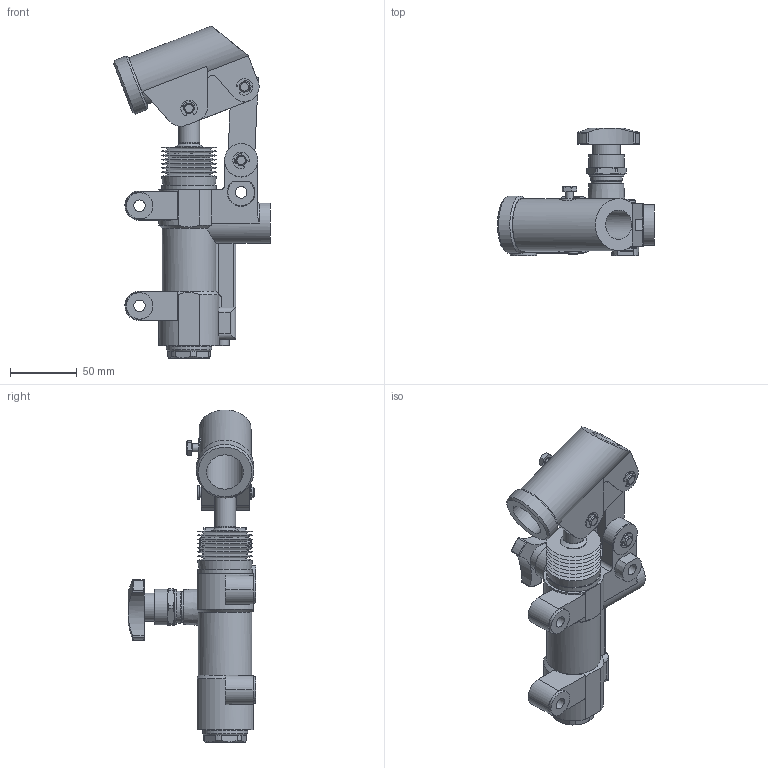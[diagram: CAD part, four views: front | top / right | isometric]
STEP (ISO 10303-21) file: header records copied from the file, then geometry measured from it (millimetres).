
FILE_DESCRIPTION(/* description */ ('Unknown'),/* implementation_level */ '2;1');
FILE_NAME(/* name */ 'HP20S',/* time_stamp */ '2022-07-21T14:25:50+02:00',/* author */ ('Unknown'),/* organization */ ('Unknown'),/* preprocessor_version */ 'ST-DEVELOPER v18.1',/* originating_system */ 'Solid Edge',/* authorisation */ 'Unknown');
FILE_SCHEMA (('AUTOMOTIVE_DESIGN {1 0 10303 214 3 1 1}'));
Length unit declared in the file: millimetre
Products named in the file (1): HP20S
Bounding box: 117.52 x 95.5 x 248.55 mm (x, y, z)
Surface area: 101186.2 mm2 (no closed solid volume)
Topology: 0 solids, 22 shells, 342 faces, 953 edges, 633 vertices
Faces by surface type: plane 148, cylinder 112, cone 66, torus 14, bspline 2
Full cylindrical faces by diameter (mm): 6 x1, 7.8 x3, 8 x1, 8.6 x3, 10 x5, 11 x1, 13.8 x1, 14.95 x1, 15.8 x1, 16 x3, 18 x1, 18.631 x1, 20 x1, 21 x1, 22 x1, 23 x1, 24 x1, 26 x1, 26.7 x1, 27.5 x1, 30 x1, 33.9 x1, 41 x1, 43 x1
Entity records: 11605 total; most frequent: CARTESIAN_POINT 2271, DIRECTION 1808, ORIENTED_EDGE 1527, EDGE_CURVE 847, AXIS2_PLACEMENT_3D 731, VERTEX_POINT 608, FACE_BOUND 464, EDGE_LOOP 463
